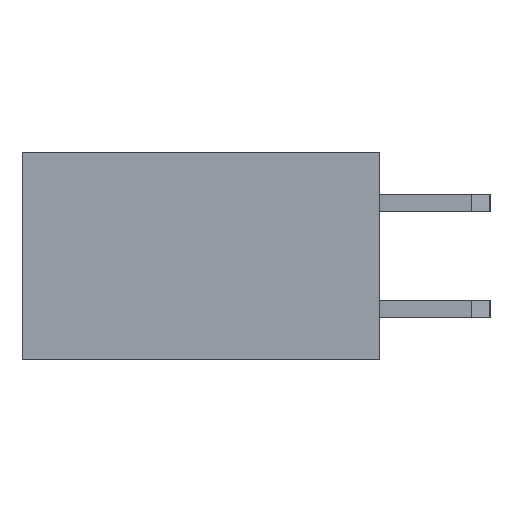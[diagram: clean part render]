
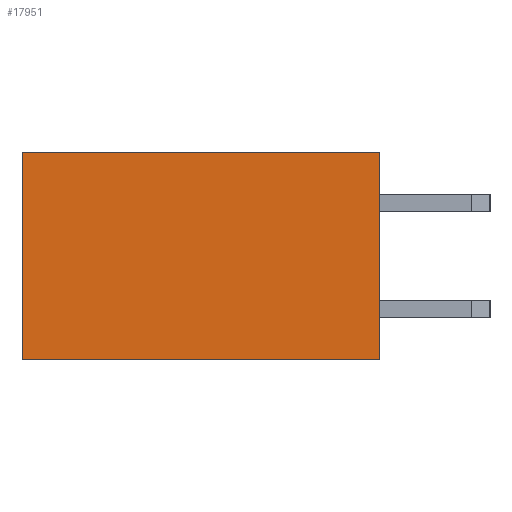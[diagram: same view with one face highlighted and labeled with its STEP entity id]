
A CAD part, left-side view. The second image highlights one B-rep face of the part: STEP entity #17951.
In plain terms, the highlighted planar face has unit normal (-1, 0, 0).
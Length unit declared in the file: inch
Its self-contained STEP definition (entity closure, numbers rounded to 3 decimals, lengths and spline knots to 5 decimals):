
#1583=ORIENTED_EDGE('',*,*,#6248,.T.);
#1584=ORIENTED_EDGE('',*,*,#5267,.F.);
#1585=ORIENTED_EDGE('',*,*,#6319,.F.);
#1586=ORIENTED_EDGE('',*,*,#5259,.T.);
#5259=EDGE_CURVE('',#7804,#7803,#9499,.T.);
#5267=EDGE_CURVE('',#7811,#7812,#9507,.T.);
#6248=EDGE_CURVE('',#7803,#7812,#10488,.T.);
#6319=EDGE_CURVE('',#7804,#7811,#10559,.T.);
#7803=VERTEX_POINT('',#24181);
#7804=VERTEX_POINT('',#24183);
#7811=VERTEX_POINT('',#24198);
#7812=VERTEX_POINT('',#24200);
#9499=LINE('',#24182,#12043);
#9507=LINE('',#24199,#12051);
#10488=LINE('',#26160,#13032);
#10559=LINE('',#26267,#13103);
#12043=VECTOR('',#19649,39.37008);
#12051=VECTOR('',#19659,39.37008);
#13032=VECTOR('',#21202,39.37008);
#13103=VECTOR('',#21345,39.37008);
#14765=EDGE_LOOP('',(#1583,#1584,#1585,#1586));
#15897=FACE_BOUND('',#14765,.T.);
#17029=PLANE('',#18899);
#17951=ADVANCED_FACE('',(#15897),#17029,.F.);
#18899=AXIS2_PLACEMENT_3D('',#26266,#21343,#21344);
#19649=DIRECTION('',(0.,-1.,0.));
#19659=DIRECTION('',(0.,-1.,0.));
#21202=DIRECTION('',(0.,0.,1.));
#21343=DIRECTION('',(1.,0.,0.));
#21344=DIRECTION('',(0.,0.,-1.));
#21345=DIRECTION('',(0.,0.,1.));
#24181=CARTESIAN_POINT('',(-1.76,0.,-0.0975));
#24182=CARTESIAN_POINT('',(-1.76,0.335,-0.0975));
#24183=CARTESIAN_POINT('',(-1.76,0.335,-0.0975));
#24198=CARTESIAN_POINT('',(-1.76,0.335,0.0975));
#24199=CARTESIAN_POINT('',(-1.76,0.335,0.0975));
#24200=CARTESIAN_POINT('',(-1.76,0.,0.0975));
#26160=CARTESIAN_POINT('',(-1.76,0.,-0.0975));
#26266=CARTESIAN_POINT('',(-1.76,0.335,-0.0975));
#26267=CARTESIAN_POINT('',(-1.76,0.335,-0.0975));
